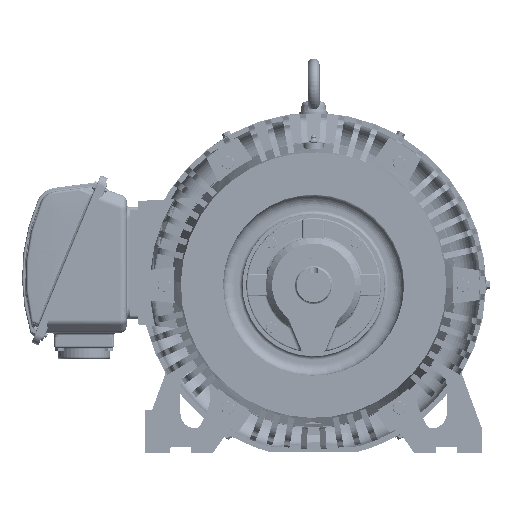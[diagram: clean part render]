
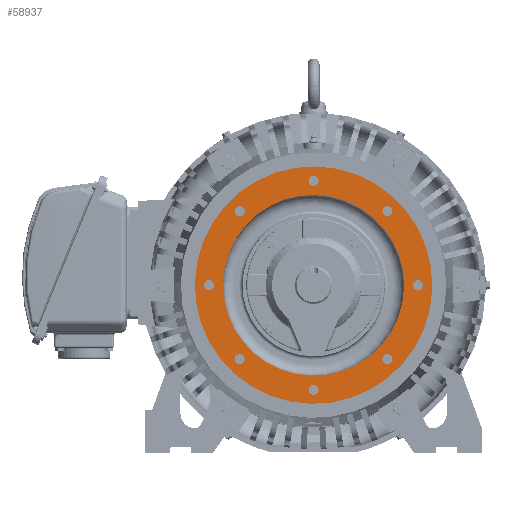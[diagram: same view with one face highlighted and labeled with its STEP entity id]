
A CAD part, left-side view. The second image highlights one B-rep face of the part: STEP entity #58937.
In plain terms, the highlighted planar face has unit normal (-1, 0, 0).
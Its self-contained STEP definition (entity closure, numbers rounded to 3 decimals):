
#58752=CARTESIAN_POINT('Axis2P3D Location',(-106.5,0.,-158.75)) ;
#58757=CARTESIAN_POINT('Axis2P3D Location',(-106.5,0.,0.)) ;
#58761=CARTESIAN_POINT('Vertex',(-106.5,76.109,139.316)) ;
#58763=CARTESIAN_POINT('Vertex',(-106.5,-76.109,-139.316)) ;
#58766=CARTESIAN_POINT('Axis2P3D Location',(-106.5,0.,0.)) ;
#58775=CARTESIAN_POINT('Axis2P3D Location',(-106.5,0.,139.7)) ;
#58779=CARTESIAN_POINT('Vertex',(-106.5,-5.869,136.494)) ;
#58781=CARTESIAN_POINT('Vertex',(-106.5,5.869,142.906)) ;
#58784=CARTESIAN_POINT('Axis2P3D Location',(-106.5,0.,139.7)) ;
#58793=CARTESIAN_POINT('Axis2P3D Location',(-106.5,0.,0.)) ;
#58797=CARTESIAN_POINT('Vertex',(-106.5,-58.01,-106.187)) ;
#58799=CARTESIAN_POINT('Vertex',(-106.5,58.01,106.187)) ;
#58802=CARTESIAN_POINT('Axis2P3D Location',(-106.5,0.,0.)) ;
#58811=CARTESIAN_POINT('Axis2P3D Location',(-106.5,0.,-139.7)) ;
#58815=CARTESIAN_POINT('Vertex',(-106.5,-5.869,-142.906)) ;
#58817=CARTESIAN_POINT('Vertex',(-106.5,5.869,-136.494)) ;
#58820=CARTESIAN_POINT('Axis2P3D Location',(-106.5,0.,-139.7)) ;
#58829=CARTESIAN_POINT('Axis2P3D Location',(-106.5,139.7,0.)) ;
#58833=CARTESIAN_POINT('Vertex',(-106.5,133.831,-3.206)) ;
#58835=CARTESIAN_POINT('Vertex',(-106.5,145.569,3.206)) ;
#58838=CARTESIAN_POINT('Axis2P3D Location',(-106.5,139.7,0.)) ;
#58847=CARTESIAN_POINT('Axis2P3D Location',(-106.5,-139.7,0.)) ;
#58851=CARTESIAN_POINT('Vertex',(-106.5,-145.569,-3.206)) ;
#58853=CARTESIAN_POINT('Vertex',(-106.5,-133.831,3.206)) ;
#58856=CARTESIAN_POINT('Axis2P3D Location',(-106.5,-139.7,0.)) ;
#58865=CARTESIAN_POINT('Axis2P3D Location',(-106.5,-98.783,98.783)) ;
#58869=CARTESIAN_POINT('Vertex',(-106.5,-104.652,95.576)) ;
#58871=CARTESIAN_POINT('Vertex',(-106.5,-92.914,101.989)) ;
#58874=CARTESIAN_POINT('Axis2P3D Location',(-106.5,-98.783,98.783)) ;
#58883=CARTESIAN_POINT('Axis2P3D Location',(-106.5,98.783,-98.783)) ;
#58887=CARTESIAN_POINT('Vertex',(-106.5,92.914,-101.989)) ;
#58889=CARTESIAN_POINT('Vertex',(-106.5,104.652,-95.576)) ;
#58892=CARTESIAN_POINT('Axis2P3D Location',(-106.5,98.783,-98.783)) ;
#58901=CARTESIAN_POINT('Axis2P3D Location',(-106.5,98.783,98.783)) ;
#58905=CARTESIAN_POINT('Vertex',(-106.5,92.914,95.576)) ;
#58907=CARTESIAN_POINT('Vertex',(-106.5,104.652,101.989)) ;
#58910=CARTESIAN_POINT('Axis2P3D Location',(-106.5,98.783,98.783)) ;
#58919=CARTESIAN_POINT('Axis2P3D Location',(-106.5,-98.783,-98.783)) ;
#58923=CARTESIAN_POINT('Vertex',(-106.5,-104.652,-101.989)) ;
#58925=CARTESIAN_POINT('Vertex',(-106.5,-92.914,-95.576)) ;
#58928=CARTESIAN_POINT('Axis2P3D Location',(-106.5,-98.783,-98.783)) ;
#58753=DIRECTION('Axis2P3D Direction',(-1.,0.,0.)) ;
#58754=DIRECTION('Axis2P3D XDirection',(0.,1.,0.)) ;
#58758=DIRECTION('Axis2P3D Direction',(-1.,0.,0.)) ;
#58767=DIRECTION('Axis2P3D Direction',(-1.,0.,0.)) ;
#58776=DIRECTION('Axis2P3D Direction',(-1.,0.,0.)) ;
#58785=DIRECTION('Axis2P3D Direction',(-1.,0.,0.)) ;
#58794=DIRECTION('Axis2P3D Direction',(-1.,0.,0.)) ;
#58803=DIRECTION('Axis2P3D Direction',(-1.,0.,0.)) ;
#58812=DIRECTION('Axis2P3D Direction',(-1.,0.,0.)) ;
#58821=DIRECTION('Axis2P3D Direction',(-1.,0.,0.)) ;
#58830=DIRECTION('Axis2P3D Direction',(-1.,0.,0.)) ;
#58839=DIRECTION('Axis2P3D Direction',(-1.,0.,0.)) ;
#58848=DIRECTION('Axis2P3D Direction',(-1.,0.,0.)) ;
#58857=DIRECTION('Axis2P3D Direction',(-1.,0.,0.)) ;
#58866=DIRECTION('Axis2P3D Direction',(-1.,0.,0.)) ;
#58875=DIRECTION('Axis2P3D Direction',(-1.,0.,0.)) ;
#58884=DIRECTION('Axis2P3D Direction',(-1.,0.,0.)) ;
#58893=DIRECTION('Axis2P3D Direction',(-1.,0.,0.)) ;
#58902=DIRECTION('Axis2P3D Direction',(-1.,0.,0.)) ;
#58911=DIRECTION('Axis2P3D Direction',(-1.,0.,0.)) ;
#58920=DIRECTION('Axis2P3D Direction',(-1.,0.,0.)) ;
#58929=DIRECTION('Axis2P3D Direction',(-1.,0.,0.)) ;
#58755=AXIS2_PLACEMENT_3D('Plane Axis2P3D',#58752,#58753,#58754) ;
#58759=AXIS2_PLACEMENT_3D('Circle Axis2P3D',#58757,#58758,$) ;
#58768=AXIS2_PLACEMENT_3D('Circle Axis2P3D',#58766,#58767,$) ;
#58777=AXIS2_PLACEMENT_3D('Circle Axis2P3D',#58775,#58776,$) ;
#58786=AXIS2_PLACEMENT_3D('Circle Axis2P3D',#58784,#58785,$) ;
#58795=AXIS2_PLACEMENT_3D('Circle Axis2P3D',#58793,#58794,$) ;
#58804=AXIS2_PLACEMENT_3D('Circle Axis2P3D',#58802,#58803,$) ;
#58813=AXIS2_PLACEMENT_3D('Circle Axis2P3D',#58811,#58812,$) ;
#58822=AXIS2_PLACEMENT_3D('Circle Axis2P3D',#58820,#58821,$) ;
#58831=AXIS2_PLACEMENT_3D('Circle Axis2P3D',#58829,#58830,$) ;
#58840=AXIS2_PLACEMENT_3D('Circle Axis2P3D',#58838,#58839,$) ;
#58849=AXIS2_PLACEMENT_3D('Circle Axis2P3D',#58847,#58848,$) ;
#58858=AXIS2_PLACEMENT_3D('Circle Axis2P3D',#58856,#58857,$) ;
#58867=AXIS2_PLACEMENT_3D('Circle Axis2P3D',#58865,#58866,$) ;
#58876=AXIS2_PLACEMENT_3D('Circle Axis2P3D',#58874,#58875,$) ;
#58885=AXIS2_PLACEMENT_3D('Circle Axis2P3D',#58883,#58884,$) ;
#58894=AXIS2_PLACEMENT_3D('Circle Axis2P3D',#58892,#58893,$) ;
#58903=AXIS2_PLACEMENT_3D('Circle Axis2P3D',#58901,#58902,$) ;
#58912=AXIS2_PLACEMENT_3D('Circle Axis2P3D',#58910,#58911,$) ;
#58921=AXIS2_PLACEMENT_3D('Circle Axis2P3D',#58919,#58920,$) ;
#58930=AXIS2_PLACEMENT_3D('Circle Axis2P3D',#58928,#58929,$) ;
#58772=ORIENTED_EDGE('',*,*,#58765,.T.) ;
#58773=ORIENTED_EDGE('',*,*,#58770,.T.) ;
#58790=ORIENTED_EDGE('',*,*,#58783,.F.) ;
#58791=ORIENTED_EDGE('',*,*,#58788,.F.) ;
#58808=ORIENTED_EDGE('',*,*,#58801,.F.) ;
#58809=ORIENTED_EDGE('',*,*,#58806,.F.) ;
#58826=ORIENTED_EDGE('',*,*,#58819,.F.) ;
#58827=ORIENTED_EDGE('',*,*,#58824,.F.) ;
#58844=ORIENTED_EDGE('',*,*,#58837,.F.) ;
#58845=ORIENTED_EDGE('',*,*,#58842,.F.) ;
#58862=ORIENTED_EDGE('',*,*,#58855,.F.) ;
#58863=ORIENTED_EDGE('',*,*,#58860,.F.) ;
#58880=ORIENTED_EDGE('',*,*,#58873,.F.) ;
#58881=ORIENTED_EDGE('',*,*,#58878,.F.) ;
#58898=ORIENTED_EDGE('',*,*,#58891,.F.) ;
#58899=ORIENTED_EDGE('',*,*,#58896,.F.) ;
#58916=ORIENTED_EDGE('',*,*,#58909,.F.) ;
#58917=ORIENTED_EDGE('',*,*,#58914,.F.) ;
#58934=ORIENTED_EDGE('',*,*,#58927,.F.) ;
#58935=ORIENTED_EDGE('',*,*,#58932,.F.) ;
#58792=FACE_BOUND('',#58789,.T.) ;
#58810=FACE_BOUND('',#58807,.T.) ;
#58828=FACE_BOUND('',#58825,.T.) ;
#58846=FACE_BOUND('',#58843,.T.) ;
#58864=FACE_BOUND('',#58861,.T.) ;
#58882=FACE_BOUND('',#58879,.T.) ;
#58900=FACE_BOUND('',#58897,.T.) ;
#58918=FACE_BOUND('',#58915,.T.) ;
#58936=FACE_BOUND('',#58933,.T.) ;
#58937=ADVANCED_FACE('31102B574.1',(#58774,#58792,#58810,#58828,#58846,#58864,#58882,#58900,#58918,#58936),#58756,.T.) ;
#58760=CIRCLE('generated circle',#58759,158.75) ;
#58769=CIRCLE('generated circle',#58768,158.75) ;
#58778=CIRCLE('generated circle',#58777,6.688) ;
#58787=CIRCLE('generated circle',#58786,6.688) ;
#58796=CIRCLE('generated circle',#58795,121.) ;
#58805=CIRCLE('generated circle',#58804,121.) ;
#58814=CIRCLE('generated circle',#58813,6.688) ;
#58823=CIRCLE('generated circle',#58822,6.688) ;
#58832=CIRCLE('generated circle',#58831,6.688) ;
#58841=CIRCLE('generated circle',#58840,6.688) ;
#58850=CIRCLE('generated circle',#58849,6.688) ;
#58859=CIRCLE('generated circle',#58858,6.688) ;
#58868=CIRCLE('generated circle',#58867,6.688) ;
#58877=CIRCLE('generated circle',#58876,6.688) ;
#58886=CIRCLE('generated circle',#58885,6.688) ;
#58895=CIRCLE('generated circle',#58894,6.688) ;
#58904=CIRCLE('generated circle',#58903,6.688) ;
#58913=CIRCLE('generated circle',#58912,6.688) ;
#58922=CIRCLE('generated circle',#58921,6.688) ;
#58931=CIRCLE('generated circle',#58930,6.688) ;
#58765=EDGE_CURVE('',#58762,#58764,#58760,.T.) ;
#58770=EDGE_CURVE('',#58764,#58762,#58769,.T.) ;
#58783=EDGE_CURVE('',#58780,#58782,#58778,.T.) ;
#58788=EDGE_CURVE('',#58782,#58780,#58787,.T.) ;
#58801=EDGE_CURVE('',#58798,#58800,#58796,.T.) ;
#58806=EDGE_CURVE('',#58800,#58798,#58805,.T.) ;
#58819=EDGE_CURVE('',#58816,#58818,#58814,.T.) ;
#58824=EDGE_CURVE('',#58818,#58816,#58823,.T.) ;
#58837=EDGE_CURVE('',#58834,#58836,#58832,.T.) ;
#58842=EDGE_CURVE('',#58836,#58834,#58841,.T.) ;
#58855=EDGE_CURVE('',#58852,#58854,#58850,.T.) ;
#58860=EDGE_CURVE('',#58854,#58852,#58859,.T.) ;
#58873=EDGE_CURVE('',#58870,#58872,#58868,.T.) ;
#58878=EDGE_CURVE('',#58872,#58870,#58877,.T.) ;
#58891=EDGE_CURVE('',#58888,#58890,#58886,.T.) ;
#58896=EDGE_CURVE('',#58890,#58888,#58895,.T.) ;
#58909=EDGE_CURVE('',#58906,#58908,#58904,.T.) ;
#58914=EDGE_CURVE('',#58908,#58906,#58913,.T.) ;
#58927=EDGE_CURVE('',#58924,#58926,#58922,.T.) ;
#58932=EDGE_CURVE('',#58926,#58924,#58931,.T.) ;
#58771=EDGE_LOOP('',(#58772,#58773)) ;
#58789=EDGE_LOOP('',(#58790,#58791)) ;
#58807=EDGE_LOOP('',(#58808,#58809)) ;
#58825=EDGE_LOOP('',(#58826,#58827)) ;
#58843=EDGE_LOOP('',(#58844,#58845)) ;
#58861=EDGE_LOOP('',(#58862,#58863)) ;
#58879=EDGE_LOOP('',(#58880,#58881)) ;
#58897=EDGE_LOOP('',(#58898,#58899)) ;
#58915=EDGE_LOOP('',(#58916,#58917)) ;
#58933=EDGE_LOOP('',(#58934,#58935)) ;
#58774=FACE_OUTER_BOUND('',#58771,.T.) ;
#58756=PLANE('Plane',#58755) ;
#58762=VERTEX_POINT('',#58761) ;
#58764=VERTEX_POINT('',#58763) ;
#58780=VERTEX_POINT('',#58779) ;
#58782=VERTEX_POINT('',#58781) ;
#58798=VERTEX_POINT('',#58797) ;
#58800=VERTEX_POINT('',#58799) ;
#58816=VERTEX_POINT('',#58815) ;
#58818=VERTEX_POINT('',#58817) ;
#58834=VERTEX_POINT('',#58833) ;
#58836=VERTEX_POINT('',#58835) ;
#58852=VERTEX_POINT('',#58851) ;
#58854=VERTEX_POINT('',#58853) ;
#58870=VERTEX_POINT('',#58869) ;
#58872=VERTEX_POINT('',#58871) ;
#58888=VERTEX_POINT('',#58887) ;
#58890=VERTEX_POINT('',#58889) ;
#58906=VERTEX_POINT('',#58905) ;
#58908=VERTEX_POINT('',#58907) ;
#58924=VERTEX_POINT('',#58923) ;
#58926=VERTEX_POINT('',#58925) ;
